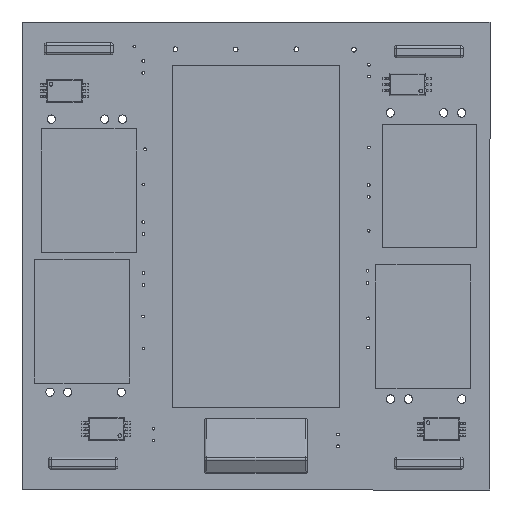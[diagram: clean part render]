
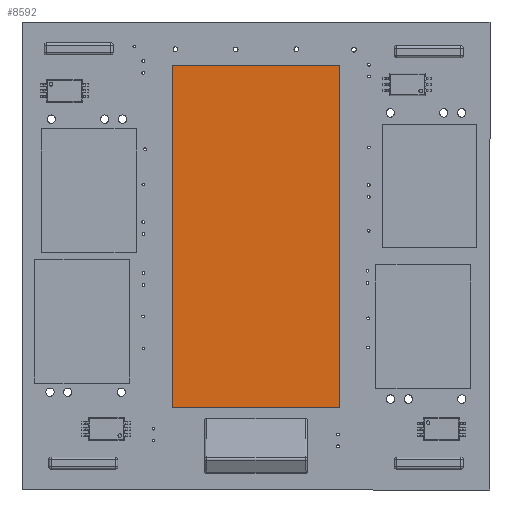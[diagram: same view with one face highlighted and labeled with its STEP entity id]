
A CAD part, front view. The second image highlights one B-rep face of the part: STEP entity #8592.
In plain terms, the highlighted planar face has unit normal (0, -1, 0).
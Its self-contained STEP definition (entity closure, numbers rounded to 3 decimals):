
#83 = VECTOR ( 'NONE', #2904, 1000. ) ;
#504 = DIRECTION ( 'NONE',  ( -1., 0., 0. ) ) ;
#615 = CARTESIAN_POINT ( 'NONE',  ( 0., 1.6, 0. ) ) ;
#931 = EDGE_CURVE ( 'NONE', #7977, #11970, #10435, .T. ) ;
#944 = VECTOR ( 'NONE', #10317, 1000. ) ;
#989 = EDGE_CURVE ( 'NONE', #7615, #2819, #10370, .T. ) ;
#1557 = CARTESIAN_POINT ( 'NONE',  ( 36.57, 1.6, 17.92 ) ) ;
#1883 = FACE_OUTER_BOUND ( 'NONE', #3403, .T. ) ;
#2062 = CARTESIAN_POINT ( 'NONE',  ( 36.57, 1.6, -17.92 ) ) ;
#2819 = VERTEX_POINT ( 'NONE', #9764 ) ;
#2904 = DIRECTION ( 'NONE',  ( 0., 0., 1. ) ) ;
#3057 = ORIENTED_EDGE ( 'NONE', *, *, #7511, .F. ) ;
#3403 = EDGE_LOOP ( 'NONE', ( #4915, #11835, #4411, #3057 ) ) ;
#3650 = DIRECTION ( 'NONE',  ( 1., 0., 0. ) ) ;
#3766 = CARTESIAN_POINT ( 'NONE',  ( 36.57, 1.6, 17.92 ) ) ;
#3901 = DIRECTION ( 'NONE',  ( 0., 0., -1. ) ) ;
#4001 = CARTESIAN_POINT ( 'NONE',  ( -36.57, 1.6, 17.92 ) ) ;
#4411 = ORIENTED_EDGE ( 'NONE', *, *, #989, .F. ) ;
#4746 = PLANE ( 'NONE',  #8361 ) ;
#4915 = ORIENTED_EDGE ( 'NONE', *, *, #931, .F. ) ;
#5000 = VECTOR ( 'NONE', #3650, 1000. ) ;
#6324 = CARTESIAN_POINT ( 'NONE',  ( -36.57, 1.6, 17.92 ) ) ;
#6749 = CARTESIAN_POINT ( 'NONE',  ( -36.57, 1.6, -17.92 ) ) ;
#6863 = LINE ( 'NONE', #11291, #83 ) ;
#7511 = EDGE_CURVE ( 'NONE', #11970, #7615, #9093, .T. ) ;
#7615 = VERTEX_POINT ( 'NONE', #2062 ) ;
#7977 = VERTEX_POINT ( 'NONE', #4001 ) ;
#8361 = AXIS2_PLACEMENT_3D ( 'NONE', #615, #9332, #3901 ) ;
#8592 = ADVANCED_FACE ( 'NONE', ( #1883 ), #4746, .T. ) ;
#9082 = EDGE_CURVE ( 'NONE', #2819, #7977, #6863, .T. ) ;
#9093 = LINE ( 'NONE', #3766, #944 ) ;
#9290 = VECTOR ( 'NONE', #504, 1000. ) ;
#9332 = DIRECTION ( 'NONE',  ( 0., -1., 0. ) ) ;
#9764 = CARTESIAN_POINT ( 'NONE',  ( -36.57, 1.6, -17.92 ) ) ;
#10317 = DIRECTION ( 'NONE',  ( 0., 0., -1. ) ) ;
#10370 = LINE ( 'NONE', #6749, #9290 ) ;
#10435 = LINE ( 'NONE', #6324, #5000 ) ;
#11291 = CARTESIAN_POINT ( 'NONE',  ( -36.57, 1.6, 17.92 ) ) ;
#11835 = ORIENTED_EDGE ( 'NONE', *, *, #9082, .F. ) ;
#11970 = VERTEX_POINT ( 'NONE', #1557 ) ;
